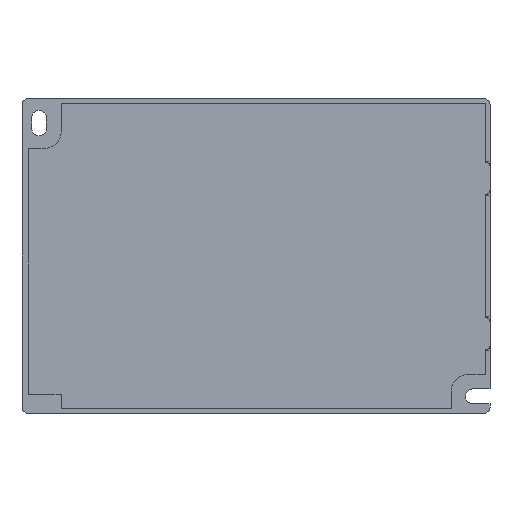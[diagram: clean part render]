
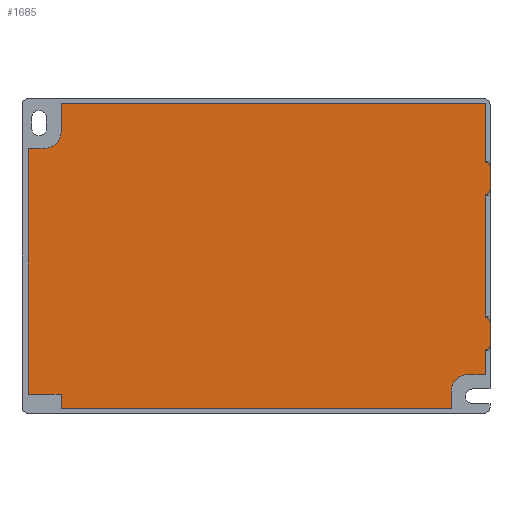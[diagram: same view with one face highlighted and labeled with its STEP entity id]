
A CAD part, front view. The second image highlights one B-rep face of the part: STEP entity #1685.
In plain terms, the highlighted planar face has unit normal (0, -1, 0).
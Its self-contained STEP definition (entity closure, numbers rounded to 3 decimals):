
#2=DIRECTION('',(0.,0.,-1.));
#3=VECTOR('',#2,13.9);
#4=CARTESIAN_POINT('',(48.9,0.,35.15));
#5=LINE('',#4,#3);
#6=DIRECTION('',(-1.,0.,0.));
#7=VECTOR('',#6,0.1);
#8=CARTESIAN_POINT('',(49.,0.,21.25));
#9=LINE('',#8,#7);
#10=CARTESIAN_POINT('',(49.,0.,20.25));
#11=DIRECTION('',(0.,-1.,0.));
#12=DIRECTION('',(1.,0.,0.));
#13=AXIS2_PLACEMENT_3D('',#10,#11,#12);
#15=DIRECTION('',(0.,0.,1.));
#16=VECTOR('',#15,5.5);
#17=CARTESIAN_POINT('',(50.,0.,14.75));
#18=LINE('',#17,#16);
#19=CARTESIAN_POINT('',(49.,0.,14.75));
#20=DIRECTION('',(0.,-1.,0.));
#21=DIRECTION('',(0.,0.,-1.));
#22=AXIS2_PLACEMENT_3D('',#19,#20,#21);
#24=DIRECTION('',(1.,0.,0.));
#25=VECTOR('',#24,0.1);
#26=CARTESIAN_POINT('',(48.9,0.,13.75));
#27=LINE('',#26,#25);
#28=DIRECTION('',(-1.,0.,0.));
#29=VECTOR('',#28,0.1);
#30=CARTESIAN_POINT('',(49.,0.,-15.25));
#31=LINE('',#30,#29);
#32=CARTESIAN_POINT('',(49.,0.,-16.25));
#33=DIRECTION('',(0.,-1.,0.));
#34=DIRECTION('',(1.,0.,0.));
#35=AXIS2_PLACEMENT_3D('',#32,#33,#34);
#37=DIRECTION('',(0.,0.,1.));
#38=VECTOR('',#37,5.5);
#39=CARTESIAN_POINT('',(50.,0.,-21.75));
#40=LINE('',#39,#38);
#41=CARTESIAN_POINT('',(49.,0.,-21.75));
#42=DIRECTION('',(0.,-1.,0.));
#43=DIRECTION('',(0.,0.,-1.));
#44=AXIS2_PLACEMENT_3D('',#41,#42,#43);
#46=DIRECTION('',(1.,0.,0.));
#47=VECTOR('',#46,0.1);
#48=CARTESIAN_POINT('',(48.9,0.,-22.75));
#49=LINE('',#48,#47);
#50=DIRECTION('',(0.,0.,-1.));
#51=VECTOR('',#50,5.9);
#52=CARTESIAN_POINT('',(48.9,0.,-22.75));
#53=LINE('',#52,#51);
#54=DIRECTION('',(-1.,0.,0.));
#55=VECTOR('',#54,4.15);
#56=CARTESIAN_POINT('',(48.9,0.,-28.65));
#57=LINE('',#56,#55);
#58=DIRECTION('',(0.,0.,1.));
#59=VECTOR('',#58,4.15);
#60=CARTESIAN_POINT('',(40.9,0.,-36.65));
#61=LINE('',#60,#59);
#62=DIRECTION('',(0.,0.,1.));
#63=VECTOR('',#62,3.35);
#64=CARTESIAN_POINT('',(-50.8,0.,-36.65));
#65=LINE('',#64,#63);
#66=DIRECTION('',(1.,0.,0.));
#67=VECTOR('',#66,7.7);
#68=CARTESIAN_POINT('',(-58.5,0.,-33.3));
#69=LINE('',#68,#67);
#78=DIRECTION('',(0.,0.,-1.));
#79=VECTOR('',#78,57.8);
#80=CARTESIAN_POINT('',(-58.5,0.,24.5));
#81=LINE('',#80,#79);
#233=DIRECTION('',(0.,0.,1.));
#234=VECTOR('',#233,29.);
#235=CARTESIAN_POINT('',(48.9,0.,-15.25));
#236=LINE('',#235,#234);
#319=DIRECTION('',(-1.,0.,0.));
#320=VECTOR('',#319,99.7);
#321=CARTESIAN_POINT('',(48.9,0.,35.15));
#322=LINE('',#321,#320);
#371=DIRECTION('',(0.,0.,-1.));
#372=VECTOR('',#371,6.65);
#373=CARTESIAN_POINT('',(-50.8,0.,35.15));
#374=LINE('',#373,#372);
#375=CARTESIAN_POINT('',(-54.8,0.,28.5));
#376=DIRECTION('',(0.,1.,0.));
#377=DIRECTION('',(1.,0.,0.));
#378=AXIS2_PLACEMENT_3D('',#375,#376,#377);
#384=DIRECTION('',(-1.,0.,0.));
#385=VECTOR('',#384,3.7);
#386=CARTESIAN_POINT('',(-54.8,0.,24.5));
#387=LINE('',#386,#385);
#461=CARTESIAN_POINT('',(44.75,0.,-32.5));
#462=DIRECTION('',(0.,1.,0.));
#463=DIRECTION('',(-1.,0.,0.));
#464=AXIS2_PLACEMENT_3D('',#461,#462,#463);
#478=DIRECTION('',(1.,0.,0.));
#479=VECTOR('',#478,91.7);
#480=CARTESIAN_POINT('',(-50.8,0.,-36.65));
#481=LINE('',#480,#479);
#1242=CARTESIAN_POINT('',(49.,0.,-22.75));
#1243=VERTEX_POINT('',#1242);
#1244=CARTESIAN_POINT('',(50.,0.,-21.75));
#1245=VERTEX_POINT('',#1244);
#1250=CARTESIAN_POINT('',(50.,0.,-16.25));
#1251=VERTEX_POINT('',#1250);
#1252=CARTESIAN_POINT('',(49.,0.,-15.25));
#1253=VERTEX_POINT('',#1252);
#1260=CARTESIAN_POINT('',(-58.5,0.,-33.3));
#1261=CARTESIAN_POINT('',(-50.8,0.,-33.3));
#1262=VERTEX_POINT('',#1260);
#1263=VERTEX_POINT('',#1261);
#1300=CARTESIAN_POINT('',(49.,0.,13.75));
#1301=VERTEX_POINT('',#1300);
#1302=CARTESIAN_POINT('',(50.,0.,14.75));
#1303=VERTEX_POINT('',#1302);
#1308=CARTESIAN_POINT('',(50.,0.,20.25));
#1309=VERTEX_POINT('',#1308);
#1310=CARTESIAN_POINT('',(49.,0.,21.25));
#1311=VERTEX_POINT('',#1310);
#1316=CARTESIAN_POINT('',(-50.8,0.,28.5));
#1317=CARTESIAN_POINT('',(-54.8,0.,24.5));
#1318=VERTEX_POINT('',#1316);
#1319=VERTEX_POINT('',#1317);
#1326=CARTESIAN_POINT('',(-58.5,0.,24.5));
#1328=VERTEX_POINT('',#1326);
#1340=CARTESIAN_POINT('',(48.9,0.,-28.65));
#1342=VERTEX_POINT('',#1340);
#1344=CARTESIAN_POINT('',(40.9,0.,-36.65));
#1346=VERTEX_POINT('',#1344);
#1349=CARTESIAN_POINT('',(44.75,0.,-28.65));
#1351=VERTEX_POINT('',#1349);
#1353=CARTESIAN_POINT('',(40.9,0.,-32.5));
#1355=VERTEX_POINT('',#1353);
#1372=CARTESIAN_POINT('',(48.9,0.,-22.75));
#1373=VERTEX_POINT('',#1372);
#1374=CARTESIAN_POINT('',(48.9,0.,-15.25));
#1375=VERTEX_POINT('',#1374);
#1376=CARTESIAN_POINT('',(-50.8,0.,-36.65));
#1377=VERTEX_POINT('',#1376);
#1392=CARTESIAN_POINT('',(48.9,0.,35.15));
#1394=VERTEX_POINT('',#1392);
#1412=CARTESIAN_POINT('',(48.9,0.,13.75));
#1413=VERTEX_POINT('',#1412);
#1414=CARTESIAN_POINT('',(48.9,0.,21.25));
#1415=VERTEX_POINT('',#1414);
#1416=CARTESIAN_POINT('',(-50.8,0.,35.15));
#1418=VERTEX_POINT('',#1416);
#1630=CARTESIAN_POINT('',(0.,0.,0.));
#1631=DIRECTION('',(0.,1.,0.));
#1632=DIRECTION('',(1.,0.,0.));
#1633=AXIS2_PLACEMENT_3D('',#1630,#1631,#1632);
#1634=PLANE('',#1633);
#1636=ORIENTED_EDGE('',*,*,#1635,.F.);
#1638=ORIENTED_EDGE('',*,*,#1637,.F.);
#1640=ORIENTED_EDGE('',*,*,#1639,.F.);
#1642=ORIENTED_EDGE('',*,*,#1641,.F.);
#1644=ORIENTED_EDGE('',*,*,#1643,.F.);
#1646=ORIENTED_EDGE('',*,*,#1645,.T.);
#1648=ORIENTED_EDGE('',*,*,#1647,.F.);
#1650=ORIENTED_EDGE('',*,*,#1649,.F.);
#1652=ORIENTED_EDGE('',*,*,#1651,.F.);
#1654=ORIENTED_EDGE('',*,*,#1653,.F.);
#1656=ORIENTED_EDGE('',*,*,#1655,.F.);
#1658=ORIENTED_EDGE('',*,*,#1657,.F.);
#1660=ORIENTED_EDGE('',*,*,#1659,.F.);
#1662=ORIENTED_EDGE('',*,*,#1661,.F.);
#1664=ORIENTED_EDGE('',*,*,#1663,.F.);
#1666=ORIENTED_EDGE('',*,*,#1665,.F.);
#1668=ORIENTED_EDGE('',*,*,#1667,.F.);
#1670=ORIENTED_EDGE('',*,*,#1669,.T.);
#1672=ORIENTED_EDGE('',*,*,#1671,.T.);
#1674=ORIENTED_EDGE('',*,*,#1673,.F.);
#1676=ORIENTED_EDGE('',*,*,#1675,.F.);
#1678=ORIENTED_EDGE('',*,*,#1677,.F.);
#1680=ORIENTED_EDGE('',*,*,#1679,.T.);
#1682=ORIENTED_EDGE('',*,*,#1681,.F.);
#1683=EDGE_LOOP('',(#1636,#1638,#1640,#1642,#1644,#1646,#1648,#1650,#1652,#1654,
#1656,#1658,#1660,#1662,#1664,#1666,#1668,#1670,#1672,#1674,#1676,#1678,#1680,
#1682));
#1684=FACE_OUTER_BOUND('',#1683,.F.);
#14=CIRCLE('',#13,1.);
#23=CIRCLE('',#22,1.);
#36=CIRCLE('',#35,1.);
#45=CIRCLE('',#44,1.);
#379=CIRCLE('',#378,4.);
#465=CIRCLE('',#464,3.85);
#1635=EDGE_CURVE('',#1328,#1262,#81,.T.);
#1637=EDGE_CURVE('',#1319,#1328,#387,.T.);
#1639=EDGE_CURVE('',#1318,#1319,#379,.T.);
#1641=EDGE_CURVE('',#1418,#1318,#374,.T.);
#1643=EDGE_CURVE('',#1394,#1418,#322,.T.);
#1645=EDGE_CURVE('',#1394,#1415,#5,.T.);
#1647=EDGE_CURVE('',#1311,#1415,#9,.T.);
#1649=EDGE_CURVE('',#1309,#1311,#14,.T.);
#1651=EDGE_CURVE('',#1303,#1309,#18,.T.);
#1653=EDGE_CURVE('',#1301,#1303,#23,.T.);
#1655=EDGE_CURVE('',#1413,#1301,#27,.T.);
#1657=EDGE_CURVE('',#1375,#1413,#236,.T.);
#1659=EDGE_CURVE('',#1253,#1375,#31,.T.);
#1661=EDGE_CURVE('',#1251,#1253,#36,.T.);
#1663=EDGE_CURVE('',#1245,#1251,#40,.T.);
#1665=EDGE_CURVE('',#1243,#1245,#45,.T.);
#1667=EDGE_CURVE('',#1373,#1243,#49,.T.);
#1669=EDGE_CURVE('',#1373,#1342,#53,.T.);
#1671=EDGE_CURVE('',#1342,#1351,#57,.T.);
#1673=EDGE_CURVE('',#1355,#1351,#465,.T.);
#1675=EDGE_CURVE('',#1346,#1355,#61,.T.);
#1677=EDGE_CURVE('',#1377,#1346,#481,.T.);
#1679=EDGE_CURVE('',#1377,#1263,#65,.T.);
#1681=EDGE_CURVE('',#1262,#1263,#69,.T.);
#1685=ADVANCED_FACE('',(#1684),#1634,.F.);
